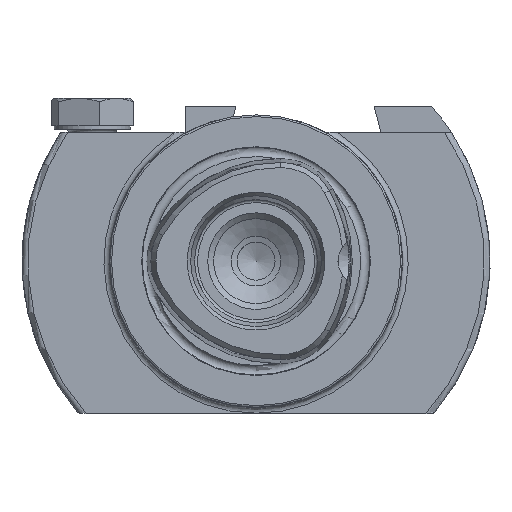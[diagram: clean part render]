
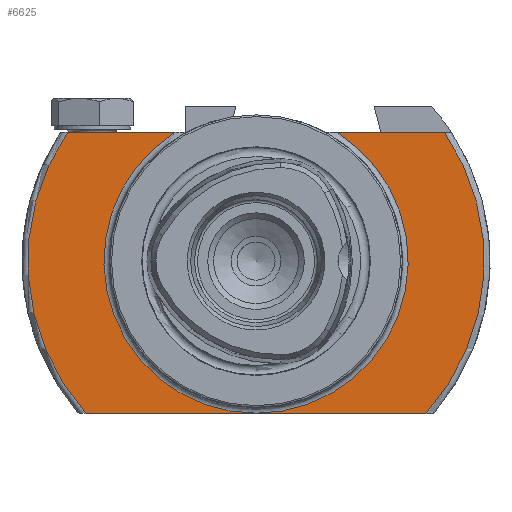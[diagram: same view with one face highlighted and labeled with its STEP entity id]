
A CAD part, left-side view. The second image highlights one B-rep face of the part: STEP entity #6625.
In plain terms, the highlighted planar face has unit normal (-1, 0, 0).
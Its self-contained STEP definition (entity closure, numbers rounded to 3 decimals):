
#98 = CARTESIAN_POINT ( 'NONE',  ( 21., -13.856, 22. ) ) ;
#431 = VECTOR ( 'NONE', #5753, 1000. ) ;
#559 = CARTESIAN_POINT ( 'NONE',  ( 21., 0., 0. ) ) ;
#571 = ORIENTED_EDGE ( 'NONE', *, *, #1814, .F. ) ;
#629 = EDGE_CURVE ( 'NONE', #2760, #1106, #6369, .T. ) ;
#870 = CARTESIAN_POINT ( 'NONE',  ( 21., 13.856, 22. ) ) ;
#1106 = VERTEX_POINT ( 'NONE', #4433 ) ;
#1320 = VECTOR ( 'NONE', #6040, 1000. ) ;
#1343 = CARTESIAN_POINT ( 'NONE',  ( 21., 26., 22. ) ) ;
#1468 = EDGE_CURVE ( 'NONE', #7532, #6013, #4868, .T. ) ;
#1522 = AXIS2_PLACEMENT_3D ( 'NONE', #559, #2357, #1706 ) ;
#1706 = DIRECTION ( 'NONE',  ( 0., 0., 1. ) ) ;
#1814 = EDGE_CURVE ( 'NONE', #3594, #3333, #1847, .T. ) ;
#1834 = EDGE_LOOP ( 'NONE', ( #3776, #3276, #4523, #2147, #3334, #571 ) ) ;
#1847 = LINE ( 'NONE', #4020, #6619 ) ;
#2146 = CARTESIAN_POINT ( 'NONE',  ( 21., 26., 22. ) ) ;
#2147 = ORIENTED_EDGE ( 'NONE', *, *, #629, .T. ) ;
#2203 = CIRCLE ( 'NONE', #4834, 39. ) ;
#2357 = DIRECTION ( 'NONE',  ( -1., 0., 0. ) ) ;
#2466 = AXIS2_PLACEMENT_3D ( 'NONE', #2897, #4114, #5369 ) ;
#2690 = DIRECTION ( 'NONE',  ( 0., 0., 1. ) ) ;
#2760 = VERTEX_POINT ( 'NONE', #870 ) ;
#2790 = EDGE_CURVE ( 'NONE', #3594, #6013, #2203, .T. ) ;
#2897 = CARTESIAN_POINT ( 'NONE',  ( 21., 26., 0. ) ) ;
#3273 = CIRCLE ( 'NONE', #6416, 26. ) ;
#3276 = ORIENTED_EDGE ( 'NONE', *, *, #1468, .F. ) ;
#3285 = EDGE_CURVE ( 'NONE', #2760, #7532, #3273, .T. ) ;
#3333 = VERTEX_POINT ( 'NONE', #4479 ) ;
#3334 = ORIENTED_EDGE ( 'NONE', *, *, #3759, .T. ) ;
#3594 = VERTEX_POINT ( 'NONE', #4965 ) ;
#3759 = EDGE_CURVE ( 'NONE', #1106, #3333, #5110, .T. ) ;
#3776 = ORIENTED_EDGE ( 'NONE', *, *, #2790, .T. ) ;
#4020 = CARTESIAN_POINT ( 'NONE',  ( 21., 26., -26.048 ) ) ;
#4114 = DIRECTION ( 'NONE',  ( 1., 0., 0. ) ) ;
#4272 = CARTESIAN_POINT ( 'NONE',  ( 21., -32.202, 22. ) ) ;
#4433 = CARTESIAN_POINT ( 'NONE',  ( 21., 32.202, 22. ) ) ;
#4479 = CARTESIAN_POINT ( 'NONE',  ( 21., 29.026, -26.048 ) ) ;
#4523 = ORIENTED_EDGE ( 'NONE', *, *, #3285, .F. ) ;
#4834 = AXIS2_PLACEMENT_3D ( 'NONE', #5086, #6799, #5558 ) ;
#4868 = LINE ( 'NONE', #2146, #431 ) ;
#4965 = CARTESIAN_POINT ( 'NONE',  ( 21., -29.026, -26.048 ) ) ;
#5086 = CARTESIAN_POINT ( 'NONE',  ( 21., 0., 0. ) ) ;
#5110 = CIRCLE ( 'NONE', #1522, 39. ) ;
#5250 = DIRECTION ( 'NONE',  ( 0., 1., 0. ) ) ;
#5369 = DIRECTION ( 'NONE',  ( 0., 0., -1. ) ) ;
#5558 = DIRECTION ( 'NONE',  ( 0., 0., 1. ) ) ;
#5753 = DIRECTION ( 'NONE',  ( 0., -1., 0. ) ) ;
#5940 = PLANE ( 'NONE',  #2466 ) ;
#6013 = VERTEX_POINT ( 'NONE', #4272 ) ;
#6040 = DIRECTION ( 'NONE',  ( 0., 1., 0. ) ) ;
#6245 = DIRECTION ( 'NONE',  ( -1., 0., 0. ) ) ;
#6369 = LINE ( 'NONE', #1343, #1320 ) ;
#6392 = FACE_OUTER_BOUND ( 'NONE', #1834, .T. ) ;
#6416 = AXIS2_PLACEMENT_3D ( 'NONE', #7419, #6245, #2690 ) ;
#6619 = VECTOR ( 'NONE', #5250, 1000. ) ;
#6625 = ADVANCED_FACE ( 'NONE', ( #6392 ), #5940, .F. ) ;
#6799 = DIRECTION ( 'NONE',  ( -1., 0., 0. ) ) ;
#7419 = CARTESIAN_POINT ( 'NONE',  ( 21., 0., 0. ) ) ;
#7532 = VERTEX_POINT ( 'NONE', #98 ) ;
